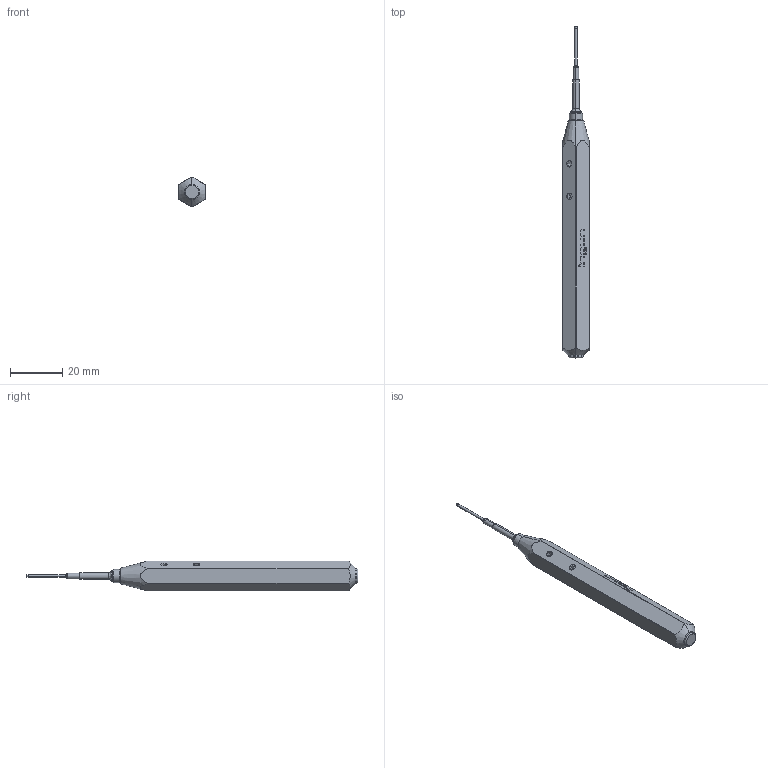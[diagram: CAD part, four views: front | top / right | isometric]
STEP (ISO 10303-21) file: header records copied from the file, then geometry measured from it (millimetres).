
FILE_DESCRIPTION (( 'STEP AP203' ), '1' );
FILE_NAME ('INGUN_SW-KS-075_G.STEP', '2022-05-19T07:41:33', ( 'ochi' ), ( '' ), 'SwSTEP 2.0', 'SolidWorks 2018', '' );
FILE_SCHEMA (( 'CONFIG_CONTROL_DESIGN' ));
Length unit declared in the file: millimetre
Products named in the file (1): INGUN_SW-KS-075_G
Bounding box: 10 x 127.4 x 11.5 mm (x, y, z)
Volume: 7620.1 mm3; surface area: 3393.6 mm2
Topology: 1 solids, 3 shells, 161 faces, 397 edges, 255 vertices
Faces by surface type: plane 74, cylinder 57, cone 25, bspline 5
Entity records: 5204 total; most frequent: CARTESIAN_POINT 1246, DIRECTION 824, ORIENTED_EDGE 794, EDGE_CURVE 397, AXIS2_PLACEMENT_3D 291, VERTEX_POINT 255, LINE 242, VECTOR 242
